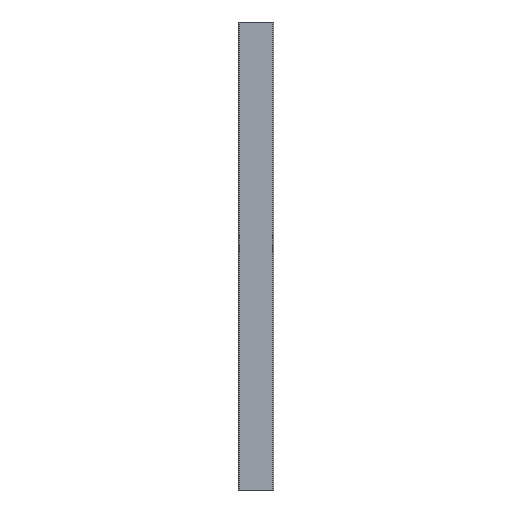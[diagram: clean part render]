
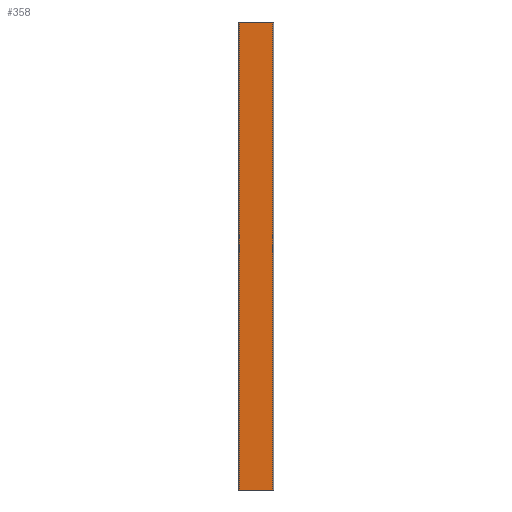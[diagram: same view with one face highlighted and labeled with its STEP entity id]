
A CAD part, front view. The second image highlights one B-rep face of the part: STEP entity #358.
In plain terms, the highlighted planar face has unit normal (0, -1, 0).
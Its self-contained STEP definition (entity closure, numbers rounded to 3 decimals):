
#358 = ADVANCED_FACE ( 'NONE', ( #2605 ), #797, .T. ) ;
#512 = ORIENTED_EDGE ( 'NONE', *, *, #1052, .T. ) ;
#516 = ORIENTED_EDGE ( 'NONE', *, *, #840, .F. ) ;
#519 = ORIENTED_EDGE ( 'NONE', *, *, #2579, .T. ) ;
#544 = CARTESIAN_POINT ( 'NONE',  ( -473.551, 271.5, 0. ) ) ;
#618 = VERTEX_POINT ( 'NONE', #1547 ) ;
#622 = VERTEX_POINT ( 'NONE', #1127 ) ;
#733 = VECTOR ( 'NONE', #1223, 1000. ) ;
#797 = PLANE ( 'NONE',  #1389 ) ;
#830 = VERTEX_POINT ( 'NONE', #1843 ) ;
#840 = EDGE_CURVE ( 'NONE', #622, #1541, #2318, .T. ) ;
#856 = LINE ( 'NONE', #2130, #733 ) ;
#1052 = EDGE_CURVE ( 'NONE', #830, #1541, #1367, .T. ) ;
#1073 = DIRECTION ( 'NONE',  ( 0., 0., 1. ) ) ;
#1124 = DIRECTION ( 'NONE',  ( 0., -1., 0. ) ) ;
#1126 = CARTESIAN_POINT ( 'NONE',  ( -330.551, 271.5, -175. ) ) ;
#1127 = CARTESIAN_POINT ( 'NONE',  ( -473.551, 271.5, -2000. ) ) ;
#1133 = CARTESIAN_POINT ( 'NONE',  ( -402.051, 271.5, -175. ) ) ;
#1184 = EDGE_CURVE ( 'NONE', #618, #830, #2407, .T. ) ;
#1223 = DIRECTION ( 'NONE',  ( 1., 0., 0. ) ) ;
#1367 = LINE ( 'NONE', #1767, #2713 ) ;
#1389 = AXIS2_PLACEMENT_3D ( 'NONE', #1133, #1124, #1567 ) ;
#1541 = VERTEX_POINT ( 'NONE', #544 ) ;
#1547 = CARTESIAN_POINT ( 'NONE',  ( -330.551, 271.5, -2000. ) ) ;
#1567 = DIRECTION ( 'NONE',  ( 0., 0., -1. ) ) ;
#1648 = DIRECTION ( 'NONE',  ( 0., 0., 1. ) ) ;
#1766 = DIRECTION ( 'NONE',  ( -1., 0., 0. ) ) ;
#1767 = CARTESIAN_POINT ( 'NONE',  ( -783.854, 271.5, 0. ) ) ;
#1843 = CARTESIAN_POINT ( 'NONE',  ( -330.551, 271.5, 0. ) ) ;
#1987 = CARTESIAN_POINT ( 'NONE',  ( -473.551, 271.5, 0. ) ) ;
#2051 = ORIENTED_EDGE ( 'NONE', *, *, #1184, .T. ) ;
#2100 = EDGE_LOOP ( 'NONE', ( #512, #516, #519, #2051 ) ) ;
#2130 = CARTESIAN_POINT ( 'NONE',  ( -453.857, 271.5, -2000. ) ) ;
#2310 = VECTOR ( 'NONE', #1648, 1000. ) ;
#2318 = LINE ( 'NONE', #1987, #2310 ) ;
#2404 = VECTOR ( 'NONE', #1073, 1000. ) ;
#2407 = LINE ( 'NONE', #1126, #2404 ) ;
#2579 = EDGE_CURVE ( 'NONE', #622, #618, #856, .T. ) ;
#2605 = FACE_OUTER_BOUND ( 'NONE', #2100, .T. ) ;
#2713 = VECTOR ( 'NONE', #1766, 1000. ) ;
